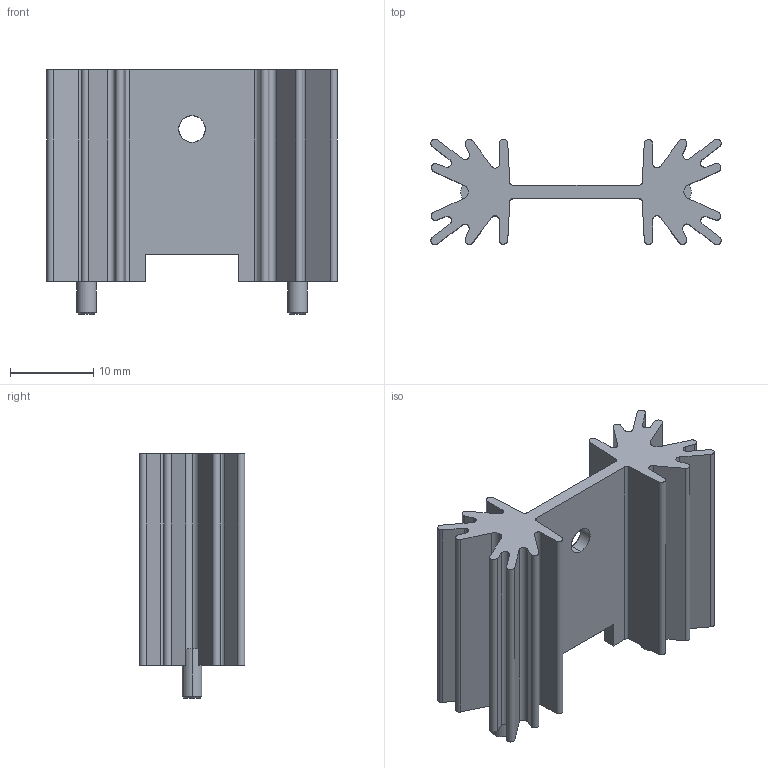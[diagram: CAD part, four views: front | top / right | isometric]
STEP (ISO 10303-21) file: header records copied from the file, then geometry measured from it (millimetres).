
FILE_DESCRIPTION (( 'STEP AP214' ), '1' );
FILE_NAME ('User Library-513002B02500G.STEP', '2021-01-22T21:48:40', ( '' ), ( '' ), 'SwSTEP 2.0', 'SolidWorks 2020', '' );
FILE_SCHEMA (( 'AUTOMOTIVE_DESIGN' ));
Length unit declared in the file: millimetre
Products named in the file (4): User Library-513002B02500G; Part_11923; Part_14244; Part_14244_2
Assembly tree (3 placements, depth 2):
  User Library-513002B02500G
    Part_11923
    Part_14244
    Part_14244_2
Bounding box: 34.93 x 12.69 x 29.36 mm (x, y, z)
Volume: 4315.4 mm3; surface area: 4744.1 mm2
Topology: 3 solids, 3 shells, 117 faces, 331 edges, 216 vertices
Faces by surface type: cylinder 61, plane 44, bspline 8, cone 4
Entity records: 5728 total; most frequent: CARTESIAN_POINT 1252, ORIENTED_EDGE 654, DIRECTION 645, EDGE_CURVE 327, AXIS2_PLACEMENT_3D 233, VERTEX_POINT 216, LINE 179, VECTOR 179
